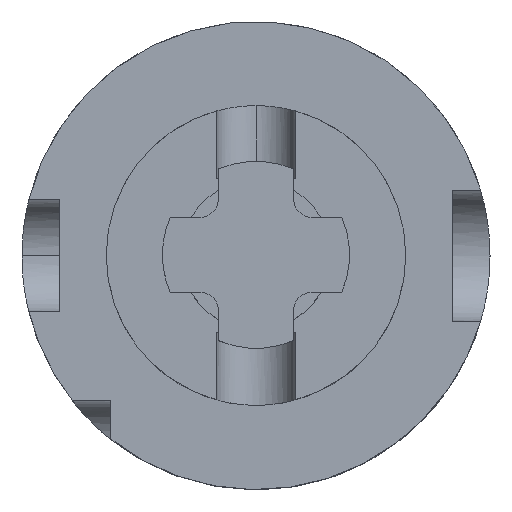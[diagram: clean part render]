
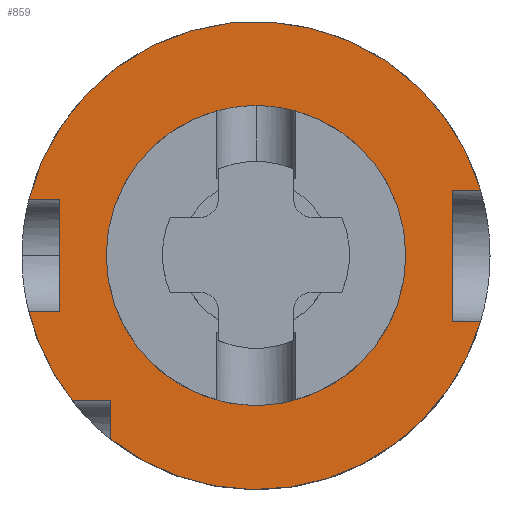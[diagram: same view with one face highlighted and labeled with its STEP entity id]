
A CAD part, top view. The second image highlights one B-rep face of the part: STEP entity #859.
In plain terms, the highlighted planar face has unit normal (0, 0, 1).
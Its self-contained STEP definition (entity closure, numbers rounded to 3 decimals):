
#5 = DIRECTION ( 'NONE',  ( -1., 0., 0. ) ) ;
#7 = EDGE_CURVE ( 'NONE', #1841, #1248, #4010, .T. ) ;
#71 = CARTESIAN_POINT ( 'NONE',  ( -31., -6., 26. ) ) ;
#126 = ORIENTED_EDGE ( 'NONE', *, *, #2562, .T. ) ;
#128 = DIRECTION ( 'NONE',  ( 0., -1., 0. ) ) ;
#169 = DIRECTION ( 'NONE',  ( 0., 0., 1. ) ) ;
#189 = DIRECTION ( 'NONE',  ( 0., 0., 1. ) ) ;
#218 = PLANE ( 'NONE',  #446 ) ;
#320 = VECTOR ( 'NONE', #3469, 1000. ) ;
#333 = LINE ( 'NONE', #2781, #1166 ) ;
#370 = CARTESIAN_POINT ( 'NONE',  ( -21., -6., 26. ) ) ;
#386 = LINE ( 'NONE', #3878, #4227 ) ;
#422 = VECTOR ( 'NONE', #1915, 1000. ) ;
#446 = AXIS2_PLACEMENT_3D ( 'NONE', #2601, #2568, #839 ) ;
#486 = VERTEX_POINT ( 'NONE', #1334 ) ;
#503 = VERTEX_POINT ( 'NONE', #1682 ) ;
#522 = CARTESIAN_POINT ( 'NONE',  ( -31., 6., 26. ) ) ;
#566 = ORIENTED_EDGE ( 'NONE', *, *, #2210, .T. ) ;
#727 = DIRECTION ( 'NONE',  ( -1., 0., 0. ) ) ;
#773 = DIRECTION ( 'NONE',  ( 1., 0., 0. ) ) ;
#839 = DIRECTION ( 'NONE',  ( -1., 0., 0. ) ) ;
#846 = CARTESIAN_POINT ( 'NONE',  ( -15.5, -19.615, 26. ) ) ;
#859 = ADVANCED_FACE ( 'NONE', ( #3375, #3959 ), #218, .F. ) ;
#861 = VECTOR ( 'NONE', #3927, 1000. ) ;
#914 = VERTEX_POINT ( 'NONE', #4410 ) ;
#995 = AXIS2_PLACEMENT_3D ( 'NONE', #1902, #189, #2598 ) ;
#1026 = LINE ( 'NONE', #2726, #1936 ) ;
#1106 = VERTEX_POINT ( 'NONE', #3427 ) ;
#1133 = ORIENTED_EDGE ( 'NONE', *, *, #2496, .T. ) ;
#1166 = VECTOR ( 'NONE', #727, 1000. ) ;
#1171 = CARTESIAN_POINT ( 'NONE',  ( 31., -7., 26. ) ) ;
#1248 = VERTEX_POINT ( 'NONE', #2169 ) ;
#1334 = CARTESIAN_POINT ( 'NONE',  ( 24., 7., 26. ) ) ;
#1393 = ORIENTED_EDGE ( 'NONE', *, *, #2817, .T. ) ;
#1432 = VERTEX_POINT ( 'NONE', #2534 ) ;
#1472 = EDGE_CURVE ( 'NONE', #3217, #2868, #2065, .T. ) ;
#1519 = CARTESIAN_POINT ( 'NONE',  ( 21., -7., 26. ) ) ;
#1568 = ORIENTED_EDGE ( 'NONE', *, *, #1786, .T. ) ;
#1650 = ORIENTED_EDGE ( 'NONE', *, *, #2946, .T. ) ;
#1661 = CARTESIAN_POINT ( 'NONE',  ( 21., 7., 26. ) ) ;
#1682 = CARTESIAN_POINT ( 'NONE',  ( -24.269, 6., 26. ) ) ;
#1711 = ORIENTED_EDGE ( 'NONE', *, *, #2422, .T. ) ;
#1769 = LINE ( 'NONE', #71, #2577 ) ;
#1772 = DIRECTION ( 'NONE',  ( 0., 0., -1. ) ) ;
#1786 = EDGE_CURVE ( 'NONE', #1432, #914, #2870, .T. ) ;
#1841 = VERTEX_POINT ( 'NONE', #846 ) ;
#1862 = EDGE_CURVE ( 'NONE', #486, #503, #3479, .T. ) ;
#1868 = EDGE_CURVE ( 'NONE', #3954, #2862, #2712, .T. ) ;
#1902 = CARTESIAN_POINT ( 'NONE',  ( 0., 0., 26. ) ) ;
#1915 = DIRECTION ( 'NONE',  ( 0., -1., 0. ) ) ;
#1924 = CARTESIAN_POINT ( 'NONE',  ( 0., 0., 26. ) ) ;
#1936 = VECTOR ( 'NONE', #4132, 1000. ) ;
#2065 = CIRCLE ( 'NONE', #3774, 25. ) ;
#2095 = EDGE_LOOP ( 'NONE', ( #1568, #566 ) ) ;
#2169 = CARTESIAN_POINT ( 'NONE',  ( 24., -7., 26. ) ) ;
#2210 = EDGE_CURVE ( 'NONE', #914, #1432, #2486, .T. ) ;
#2259 = LINE ( 'NONE', #3614, #422 ) ;
#2297 = VERTEX_POINT ( 'NONE', #3916 ) ;
#2314 = ORIENTED_EDGE ( 'NONE', *, *, #1472, .T. ) ;
#2340 = ORIENTED_EDGE ( 'NONE', *, *, #1862, .T. ) ;
#2356 = ORIENTED_EDGE ( 'NONE', *, *, #3666, .F. ) ;
#2406 = AXIS2_PLACEMENT_3D ( 'NONE', #4252, #3513, #2505 ) ;
#2416 = AXIS2_PLACEMENT_3D ( 'NONE', #3942, #169, #2885 ) ;
#2422 = EDGE_CURVE ( 'NONE', #1106, #1841, #386, .T. ) ;
#2486 = CIRCLE ( 'NONE', #3096, 16. ) ;
#2496 = EDGE_CURVE ( 'NONE', #1248, #2862, #3836, .T. ) ;
#2505 = DIRECTION ( 'NONE',  ( -1., 0., 0. ) ) ;
#2529 = CARTESIAN_POINT ( 'NONE',  ( 21., -7., 26. ) ) ;
#2534 = CARTESIAN_POINT ( 'NONE',  ( -16., 0., 26. ) ) ;
#2562 = EDGE_CURVE ( 'NONE', #2868, #1106, #1026, .T. ) ;
#2568 = DIRECTION ( 'NONE',  ( 0., 0., -1. ) ) ;
#2577 = VECTOR ( 'NONE', #773, 1000. ) ;
#2598 = DIRECTION ( 'NONE',  ( 1., 0., 0. ) ) ;
#2601 = CARTESIAN_POINT ( 'NONE',  ( 0., 25., 26. ) ) ;
#2688 = ORIENTED_EDGE ( 'NONE', *, *, #3442, .F. ) ;
#2712 = LINE ( 'NONE', #2529, #861 ) ;
#2717 = CARTESIAN_POINT ( 'NONE',  ( -24.269, -6., 26. ) ) ;
#2726 = CARTESIAN_POINT ( 'NONE',  ( 0., -15.5, 26. ) ) ;
#2781 = CARTESIAN_POINT ( 'NONE',  ( 31., 7., 26. ) ) ;
#2817 = EDGE_CURVE ( 'NONE', #2297, #3676, #2259, .T. ) ;
#2862 = VERTEX_POINT ( 'NONE', #1519 ) ;
#2868 = VERTEX_POINT ( 'NONE', #2941 ) ;
#2870 = CIRCLE ( 'NONE', #2406, 16. ) ;
#2885 = DIRECTION ( 'NONE',  ( 1., 0., 0. ) ) ;
#2941 = CARTESIAN_POINT ( 'NONE',  ( -19.615, -15.5, 26. ) ) ;
#2946 = EDGE_CURVE ( 'NONE', #503, #2297, #3254, .T. ) ;
#3096 = AXIS2_PLACEMENT_3D ( 'NONE', #4153, #1772, #5 ) ;
#3179 = ORIENTED_EDGE ( 'NONE', *, *, #7, .T. ) ;
#3217 = VERTEX_POINT ( 'NONE', #2717 ) ;
#3254 = LINE ( 'NONE', #522, #320 ) ;
#3266 = ORIENTED_EDGE ( 'NONE', *, *, #1868, .F. ) ;
#3375 = FACE_BOUND ( 'NONE', #2095, .T. ) ;
#3427 = CARTESIAN_POINT ( 'NONE',  ( -15.5, -15.5, 26. ) ) ;
#3442 = EDGE_CURVE ( 'NONE', #3217, #3676, #1769, .T. ) ;
#3469 = DIRECTION ( 'NONE',  ( 1., 0., 0. ) ) ;
#3479 = CIRCLE ( 'NONE', #2416, 25. ) ;
#3513 = DIRECTION ( 'NONE',  ( 0., 0., -1. ) ) ;
#3614 = CARTESIAN_POINT ( 'NONE',  ( -21., -6., 26. ) ) ;
#3649 = DIRECTION ( 'NONE',  ( 1., 0., 0. ) ) ;
#3666 = EDGE_CURVE ( 'NONE', #486, #3954, #333, .T. ) ;
#3676 = VERTEX_POINT ( 'NONE', #370 ) ;
#3774 = AXIS2_PLACEMENT_3D ( 'NONE', #1924, #4022, #3649 ) ;
#3782 = VECTOR ( 'NONE', #4306, 1000. ) ;
#3836 = LINE ( 'NONE', #1171, #3782 ) ;
#3878 = CARTESIAN_POINT ( 'NONE',  ( -15.5, 25., 26. ) ) ;
#3916 = CARTESIAN_POINT ( 'NONE',  ( -21., 6., 26. ) ) ;
#3927 = DIRECTION ( 'NONE',  ( 0., -1., 0. ) ) ;
#3942 = CARTESIAN_POINT ( 'NONE',  ( 0., 0., 26. ) ) ;
#3954 = VERTEX_POINT ( 'NONE', #1661 ) ;
#3959 = FACE_OUTER_BOUND ( 'NONE', #4439, .T. ) ;
#4010 = CIRCLE ( 'NONE', #995, 25. ) ;
#4022 = DIRECTION ( 'NONE',  ( 0., 0., 1. ) ) ;
#4132 = DIRECTION ( 'NONE',  ( 1., 0., 0. ) ) ;
#4153 = CARTESIAN_POINT ( 'NONE',  ( 0., 0., 26. ) ) ;
#4227 = VECTOR ( 'NONE', #128, 1000. ) ;
#4252 = CARTESIAN_POINT ( 'NONE',  ( 0., 0., 26. ) ) ;
#4306 = DIRECTION ( 'NONE',  ( -1., 0., 0. ) ) ;
#4410 = CARTESIAN_POINT ( 'NONE',  ( 16., 0., 26. ) ) ;
#4439 = EDGE_LOOP ( 'NONE', ( #2314, #126, #1711, #3179, #1133, #3266, #2356, #2340, #1650, #1393, #2688 ) ) ;
